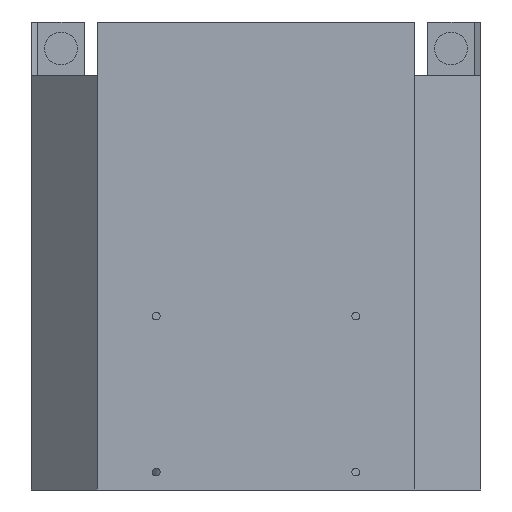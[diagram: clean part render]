
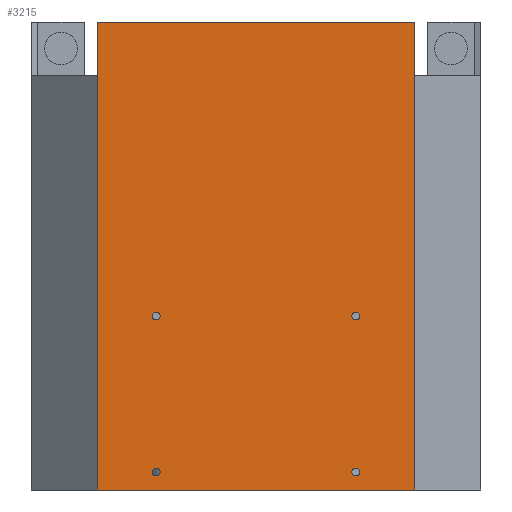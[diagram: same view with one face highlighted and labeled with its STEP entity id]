
A CAD part, front view. The second image highlights one B-rep face of the part: STEP entity #3215.
In plain terms, the highlighted planar face has unit normal (0, -1, 0).
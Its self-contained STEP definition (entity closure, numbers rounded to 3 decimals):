
#176=CIRCLE('',#3485,1.25);
#177=CIRCLE('',#3487,1.25);
#178=CIRCLE('',#3489,1.25);
#179=CIRCLE('',#3491,1.25);
#250=FACE_BOUND('',#742,.T.);
#251=FACE_BOUND('',#743,.T.);
#252=FACE_BOUND('',#744,.T.);
#253=FACE_BOUND('',#745,.T.);
#498=FACE_OUTER_BOUND('',#741,.T.);
#741=EDGE_LOOP('',(#2802,#2803,#2804,#2805,#2806,#2807));
#742=EDGE_LOOP('',(#2808));
#743=EDGE_LOOP('',(#2809));
#744=EDGE_LOOP('',(#2810));
#745=EDGE_LOOP('',(#2811));
#993=LINE('',#5311,#1267);
#994=LINE('',#5314,#1268);
#996=LINE('',#5317,#1270);
#1033=LINE('',#5628,#1307);
#1034=LINE('',#5629,#1308);
#1035=LINE('',#5630,#1309);
#1267=VECTOR('',#4169,10.);
#1268=VECTOR('',#4172,10.);
#1270=VECTOR('',#4176,10.);
#1307=VECTOR('',#4279,10.);
#1308=VECTOR('',#4280,10.);
#1309=VECTOR('',#4281,10.);
#1571=VERTEX_POINT('',#5302);
#1572=VERTEX_POINT('',#5307);
#1573=VERTEX_POINT('',#5309);
#1574=VERTEX_POINT('',#5313);
#1579=VERTEX_POINT('',#5362);
#1580=VERTEX_POINT('',#5366);
#1581=VERTEX_POINT('',#5370);
#1582=VERTEX_POINT('',#5374);
#1590=VERTEX_POINT('',#5626);
#1591=VERTEX_POINT('',#5627);
#1956=EDGE_CURVE('',#1572,#1573,#993,.T.);
#1957=EDGE_CURVE('',#1571,#1574,#994,.T.);
#1959=EDGE_CURVE('',#1574,#1573,#996,.T.);
#1982=EDGE_CURVE('',#1579,#1579,#176,.T.);
#1984=EDGE_CURVE('',#1580,#1580,#177,.T.);
#1986=EDGE_CURVE('',#1581,#1581,#178,.T.);
#1988=EDGE_CURVE('',#1582,#1582,#179,.T.);
#2011=EDGE_CURVE('',#1590,#1591,#1033,.T.);
#2012=EDGE_CURVE('',#1590,#1572,#1034,.T.);
#2013=EDGE_CURVE('',#1591,#1571,#1035,.T.);
#2802=ORIENTED_EDGE('',*,*,#2011,.F.);
#2803=ORIENTED_EDGE('',*,*,#2012,.T.);
#2804=ORIENTED_EDGE('',*,*,#1956,.T.);
#2805=ORIENTED_EDGE('',*,*,#1959,.F.);
#2806=ORIENTED_EDGE('',*,*,#1957,.F.);
#2807=ORIENTED_EDGE('',*,*,#2013,.F.);
#2808=ORIENTED_EDGE('',*,*,#1982,.T.);
#2809=ORIENTED_EDGE('',*,*,#1984,.T.);
#2810=ORIENTED_EDGE('',*,*,#1986,.T.);
#2811=ORIENTED_EDGE('',*,*,#1988,.T.);
#3035=PLANE('',#3498);
#3215=ADVANCED_FACE('',(#498,#250,#251,#252,#253),#3035,.T.);
#3485=AXIS2_PLACEMENT_3D('',#5363,#4236,#4237);
#3487=AXIS2_PLACEMENT_3D('',#5367,#4241,#4242);
#3489=AXIS2_PLACEMENT_3D('',#5371,#4246,#4247);
#3491=AXIS2_PLACEMENT_3D('',#5375,#4251,#4252);
#3498=AXIS2_PLACEMENT_3D('',#5625,#4277,#4278);
#4169=DIRECTION('',(0.,0.,1.));
#4172=DIRECTION('',(0.,0.,1.));
#4176=DIRECTION('',(1.,0.,0.));
#4236=DIRECTION('center_axis',(0.,1.,0.));
#4237=DIRECTION('ref_axis',(-1.,0.,0.));
#4241=DIRECTION('center_axis',(0.,1.,0.));
#4242=DIRECTION('ref_axis',(-1.,0.,0.));
#4246=DIRECTION('center_axis',(0.,1.,0.));
#4247=DIRECTION('ref_axis',(1.,0.,0.));
#4251=DIRECTION('center_axis',(0.,1.,0.));
#4252=DIRECTION('ref_axis',(1.,0.,0.));
#4277=DIRECTION('center_axis',(0.,-1.,0.));
#4278=DIRECTION('ref_axis',(1.,0.,0.));
#4279=DIRECTION('',(-1.,0.,0.));
#4280=DIRECTION('',(0.,0.,1.));
#4281=DIRECTION('',(0.,0.,1.));
#5302=CARTESIAN_POINT('',(-50.828,-79.,133.));
#5307=CARTESIAN_POINT('',(50.828,-79.,133.));
#5309=CARTESIAN_POINT('',(50.828,-79.,150.));
#5311=CARTESIAN_POINT('',(50.828,-79.,133.));
#5313=CARTESIAN_POINT('',(-50.828,-79.,150.));
#5314=CARTESIAN_POINT('',(-50.828,-79.,133.));
#5317=CARTESIAN_POINT('',(50.828,-79.,150.));
#5362=CARTESIAN_POINT('',(33.25,-79.,5.75));
#5363=CARTESIAN_POINT('Origin',(32.,-79.,5.75));
#5366=CARTESIAN_POINT('',(33.25,-79.,55.75));
#5367=CARTESIAN_POINT('Origin',(32.,-79.,55.75));
#5370=CARTESIAN_POINT('',(-33.25,-79.,5.75));
#5371=CARTESIAN_POINT('Origin',(-32.,-79.,5.75));
#5374=CARTESIAN_POINT('',(-33.25,-79.,55.75));
#5375=CARTESIAN_POINT('Origin',(-32.,-79.,55.75));
#5625=CARTESIAN_POINT('Origin',(-50.828,-79.,0.));
#5626=CARTESIAN_POINT('',(50.828,-79.,0.));
#5627=CARTESIAN_POINT('',(-50.828,-79.,0.));
#5628=CARTESIAN_POINT('',(50.828,-79.,0.));
#5629=CARTESIAN_POINT('',(50.828,-79.,0.));
#5630=CARTESIAN_POINT('',(-50.828,-79.,0.));
